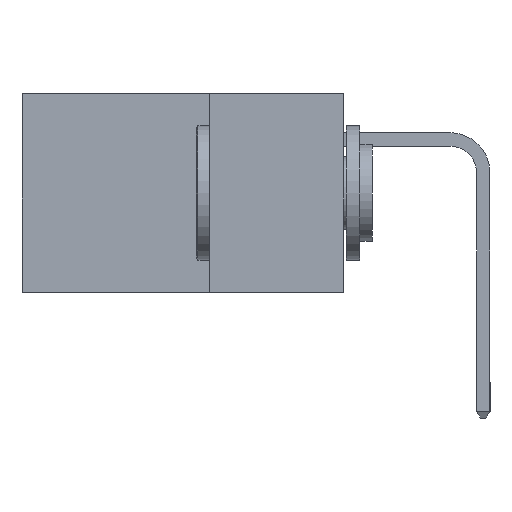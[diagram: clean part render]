
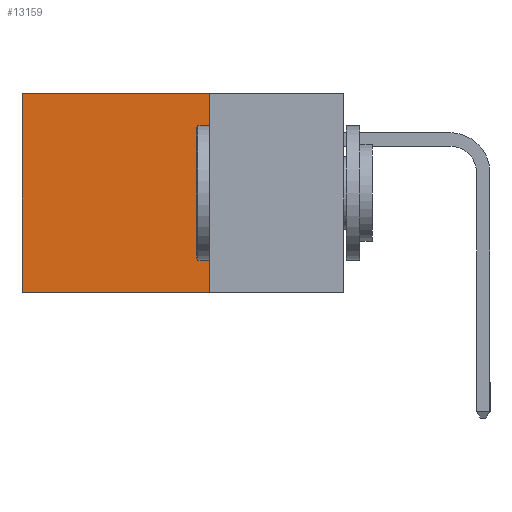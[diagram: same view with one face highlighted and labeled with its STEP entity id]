
A CAD part, left-side view. The second image highlights one B-rep face of the part: STEP entity #13159.
In plain terms, the highlighted planar face has unit normal (-1, 0, 0).
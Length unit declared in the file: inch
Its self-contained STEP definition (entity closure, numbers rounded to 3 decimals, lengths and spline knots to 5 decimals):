
#163 = VECTOR ( 'NONE', #17142, 39.37008 ) ;
#478 = ORIENTED_EDGE ( 'NONE', *, *, #15339, .F. ) ;
#951 = CARTESIAN_POINT ( 'NONE',  ( 0.298, 0.25, 0. ) ) ;
#1295 = ORIENTED_EDGE ( 'NONE', *, *, #4085, .F. ) ;
#1901 = FACE_OUTER_BOUND ( 'NONE', #4040, .T. ) ;
#1935 = VERTEX_POINT ( 'NONE', #11311 ) ;
#2079 = PLANE ( 'NONE',  #11168 ) ;
#3660 = VECTOR ( 'NONE', #7904, 39.37008 ) ;
#3730 = EDGE_CURVE ( 'NONE', #10369, #1935, #8525, .T. ) ;
#4040 = EDGE_LOOP ( 'NONE', ( #5917, #1295, #478, #7797 ) ) ;
#4085 = EDGE_CURVE ( 'NONE', #15978, #1935, #5986, .T. ) ;
#4140 = LINE ( 'NONE', #18146, #3660 ) ;
#5701 = CARTESIAN_POINT ( 'NONE',  ( 0.298, 0.25, -0.37 ) ) ;
#5721 = DIRECTION ( 'NONE',  ( 0., 1., 0. ) ) ;
#5917 = ORIENTED_EDGE ( 'NONE', *, *, #3730, .T. ) ;
#5986 = LINE ( 'NONE', #5701, #17228 ) ;
#6053 = CARTESIAN_POINT ( 'NONE',  ( 0.298, 0.6, 0. ) ) ;
#6579 = DIRECTION ( 'NONE',  ( 1., 0., 0. ) ) ;
#6919 = VERTEX_POINT ( 'NONE', #951 ) ;
#7027 = CARTESIAN_POINT ( 'NONE',  ( 0.298, 0.6, 0. ) ) ;
#7797 = ORIENTED_EDGE ( 'NONE', *, *, #16415, .T. ) ;
#7904 = DIRECTION ( 'NONE',  ( 0., 1., 0. ) ) ;
#8525 = LINE ( 'NONE', #7027, #163 ) ;
#10051 = CARTESIAN_POINT ( 'NONE',  ( 0.298, 0.25, 0. ) ) ;
#10369 = VERTEX_POINT ( 'NONE', #6053 ) ;
#11168 = AXIS2_PLACEMENT_3D ( 'NONE', #15299, #6579, #16826 ) ;
#11311 = CARTESIAN_POINT ( 'NONE',  ( 0.298, 0.6, -0.37 ) ) ;
#13159 = ADVANCED_FACE ( 'NONE', ( #1901 ), #2079, .F. ) ;
#14989 = VECTOR ( 'NONE', #17306, 39.37008 ) ;
#15299 = CARTESIAN_POINT ( 'NONE',  ( 0.298, 0.25, 0. ) ) ;
#15339 = EDGE_CURVE ( 'NONE', #6919, #15978, #15447, .T. ) ;
#15447 = LINE ( 'NONE', #10051, #14989 ) ;
#15803 = CARTESIAN_POINT ( 'NONE',  ( 0.298, 0.25, -0.37 ) ) ;
#15978 = VERTEX_POINT ( 'NONE', #15803 ) ;
#16415 = EDGE_CURVE ( 'NONE', #6919, #10369, #4140, .T. ) ;
#16826 = DIRECTION ( 'NONE',  ( 0., 0., -1. ) ) ;
#17142 = DIRECTION ( 'NONE',  ( 0., 0., -1. ) ) ;
#17228 = VECTOR ( 'NONE', #5721, 39.37008 ) ;
#17306 = DIRECTION ( 'NONE',  ( 0., 0., -1. ) ) ;
#18146 = CARTESIAN_POINT ( 'NONE',  ( 0.298, 0.25, 0. ) ) ;
